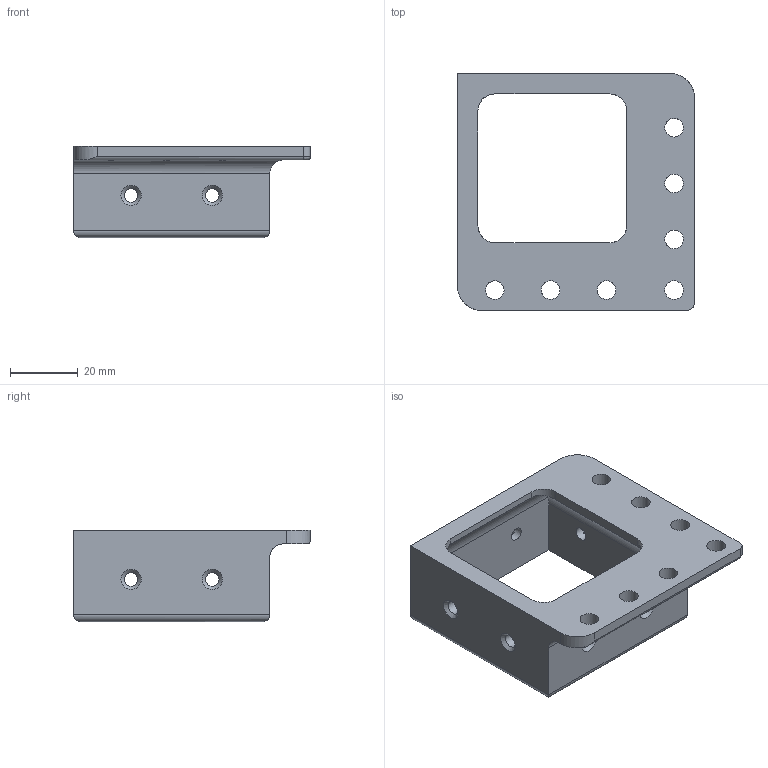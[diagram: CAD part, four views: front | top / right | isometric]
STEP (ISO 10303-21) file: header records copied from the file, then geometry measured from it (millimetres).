
FILE_DESCRIPTION(/* description */ (''),/* implementation_level */ '2;1');
FILE_NAME(/* name */ 'ATC_IKEA_Beine_ITEM_innen v5.step',/* time_stamp */ '2021-03-21T02:01:33+01:00',/* author */ (''),/* organization */ (''),/* preprocessor_version */ 'ST-DEVELOPER v18.1',/* originating_system */ 'Autodesk Translation Framework v9.10.0.1330',/* authorisation */ '');
FILE_SCHEMA (('AUTOMOTIVE_DESIGN { 1 0 10303 214 3 1 1 }'));
Length unit declared in the file: millimetre
Products named in the file (1): ATC_IKEA_Beine_ITEM_innen
Bounding box: 70 x 70 x 27 mm (x, y, z)
Volume: 29110.2 mm3; surface area: 17068.1 mm2
Topology: 1 solids, 1 shells, 62 faces, 180 edges, 114 vertices
Faces by surface type: cylinder 34, plane 19, cone 8, bspline 1
Full cylindrical faces by diameter (mm): 4 x8, 5.5 x7
Entity records: 2259 total; most frequent: CARTESIAN_POINT 494, DIRECTION 361, ORIENTED_EDGE 360, EDGE_CURVE 180, AXIS2_PLACEMENT_3D 134, VERTEX_POINT 114, LINE 93, VECTOR 93
